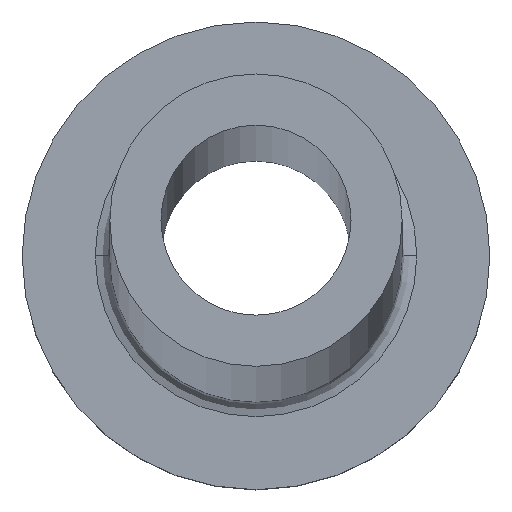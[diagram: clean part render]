
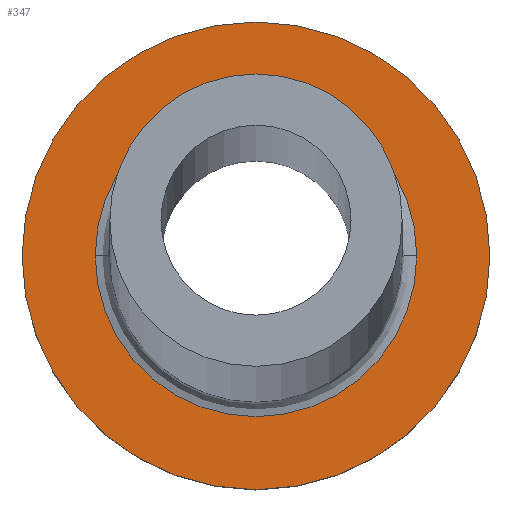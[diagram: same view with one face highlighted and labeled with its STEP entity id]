
A CAD part, top view. The second image highlights one B-rep face of the part: STEP entity #347.
In plain terms, the highlighted planar face has unit normal (0, 0, 1).
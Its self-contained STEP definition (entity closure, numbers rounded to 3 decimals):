
#22 = EDGE_LOOP ( 'NONE', ( #67, #330 ) ) ;
#25 = EDGE_CURVE ( 'NONE', #227, #53, #328, .T. ) ;
#27 = DIRECTION ( 'NONE',  ( 1., 0., 0. ) ) ;
#44 = DIRECTION ( 'NONE',  ( 1., 0., 0. ) ) ;
#45 = AXIS2_PLACEMENT_3D ( 'NONE', #262, #145, #175 ) ;
#53 = VERTEX_POINT ( 'NONE', #311 ) ;
#56 = AXIS2_PLACEMENT_3D ( 'NONE', #179, #148, #27 ) ;
#58 = CARTESIAN_POINT ( 'NONE',  ( 0., 0., 5. ) ) ;
#66 = AXIS2_PLACEMENT_3D ( 'NONE', #58, #374, #180 ) ;
#67 = ORIENTED_EDGE ( 'NONE', *, *, #25, .T. ) ;
#71 = EDGE_CURVE ( 'NONE', #333, #91, #237, .T. ) ;
#86 = DIRECTION ( 'NONE',  ( 1., 0., 0. ) ) ;
#91 = VERTEX_POINT ( 'NONE', #105 ) ;
#105 = CARTESIAN_POINT ( 'NONE',  ( 8., 0., 5. ) ) ;
#116 = CIRCLE ( 'NONE', #45, 5.5 ) ;
#129 = FACE_BOUND ( 'NONE', #22, .T. ) ;
#130 = EDGE_LOOP ( 'NONE', ( #378, #219 ) ) ;
#137 = EDGE_CURVE ( 'NONE', #53, #227, #116, .T. ) ;
#145 = DIRECTION ( 'NONE',  ( 0., 0., -1. ) ) ;
#148 = DIRECTION ( 'NONE',  ( 0., 0., 1. ) ) ;
#158 = CARTESIAN_POINT ( 'NONE',  ( -8., 0., 5. ) ) ;
#162 = PLANE ( 'NONE',  #305 ) ;
#175 = DIRECTION ( 'NONE',  ( 1., 0., 0. ) ) ;
#179 = CARTESIAN_POINT ( 'NONE',  ( 0., 0., 5. ) ) ;
#180 = DIRECTION ( 'NONE',  ( 1., 0., 0. ) ) ;
#206 = AXIS2_PLACEMENT_3D ( 'NONE', #234, #346, #44 ) ;
#219 = ORIENTED_EDGE ( 'NONE', *, *, #349, .T. ) ;
#227 = VERTEX_POINT ( 'NONE', #350 ) ;
#234 = CARTESIAN_POINT ( 'NONE',  ( 0., 0., 5. ) ) ;
#237 = CIRCLE ( 'NONE', #66, 8. ) ;
#251 = CIRCLE ( 'NONE', #56, 8. ) ;
#258 = CARTESIAN_POINT ( 'NONE',  ( 0., 0., 5. ) ) ;
#262 = CARTESIAN_POINT ( 'NONE',  ( 0., 0., 5. ) ) ;
#305 = AXIS2_PLACEMENT_3D ( 'NONE', #258, #343, #86 ) ;
#311 = CARTESIAN_POINT ( 'NONE',  ( -5.5, 0., 5. ) ) ;
#328 = CIRCLE ( 'NONE', #206, 5.5 ) ;
#330 = ORIENTED_EDGE ( 'NONE', *, *, #137, .T. ) ;
#333 = VERTEX_POINT ( 'NONE', #158 ) ;
#343 = DIRECTION ( 'NONE',  ( 0., 0., 1. ) ) ;
#346 = DIRECTION ( 'NONE',  ( 0., 0., -1. ) ) ;
#347 = ADVANCED_FACE ( 'NONE', ( #129, #361 ), #162, .T. ) ;
#349 = EDGE_CURVE ( 'NONE', #91, #333, #251, .T. ) ;
#350 = CARTESIAN_POINT ( 'NONE',  ( 5.5, 0., 5. ) ) ;
#361 = FACE_OUTER_BOUND ( 'NONE', #130, .T. ) ;
#374 = DIRECTION ( 'NONE',  ( 0., 0., 1. ) ) ;
#378 = ORIENTED_EDGE ( 'NONE', *, *, #71, .T. ) ;
